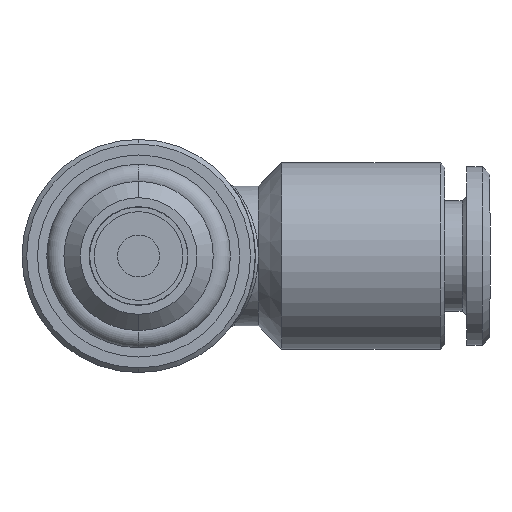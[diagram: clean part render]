
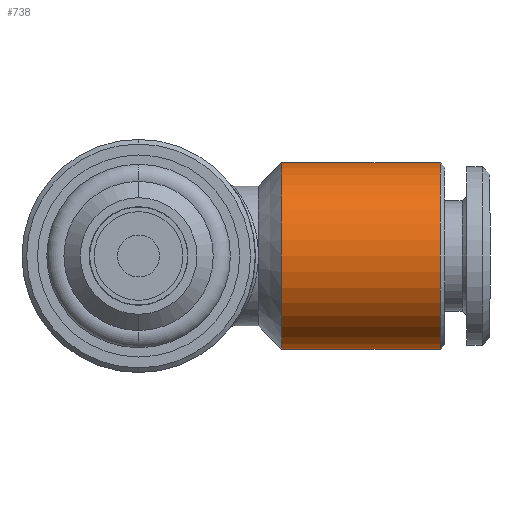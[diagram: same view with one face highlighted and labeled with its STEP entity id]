
A CAD part, front view. The second image highlights one B-rep face of the part: STEP entity #738.
In plain terms, the highlighted cylindrical face has radius 6 mm (diameter 12 mm), a partial arc.
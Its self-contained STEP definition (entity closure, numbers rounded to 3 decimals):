
#13 = VERTEX_POINT ( 'NONE', #998 ) ;
#454 = VERTEX_POINT ( 'NONE', #2301 ) ;
#502 = EDGE_CURVE ( 'NONE', #13, #503, #2420, .T. ) ;
#503 = VERTEX_POINT ( 'NONE', #2459 ) ;
#515 = VERTEX_POINT ( 'NONE', #2451 ) ;
#573 = EDGE_CURVE ( 'NONE', #454, #515, #2783, .T. ) ;
#738 = ADVANCED_FACE ( 'NONE', ( #3354 ), #3351, .T. ) ;
#749 = EDGE_CURVE ( 'NONE', #503, #515, #3343, .T. ) ;
#750 = EDGE_LOOP ( 'NONE', ( #849, #850, #852, #802 ) ) ;
#802 = ORIENTED_EDGE ( 'NONE', *, *, #749, .F. ) ;
#849 = ORIENTED_EDGE ( 'NONE', *, *, #502, .F. ) ;
#850 = ORIENTED_EDGE ( 'NONE', *, *, #851, .T. ) ;
#851 = EDGE_CURVE ( 'NONE', #13, #454, #3422, .T. ) ;
#852 = ORIENTED_EDGE ( 'NONE', *, *, #573, .T. ) ;
#998 = CARTESIAN_POINT ( 'NONE',  ( 19.4, 15.4, -6. ) ) ;
#2301 = CARTESIAN_POINT ( 'NONE',  ( 19.4, 15.4, 6. ) ) ;
#2420 = LINE ( 'NONE', #2462, #2461 ) ;
#2451 = CARTESIAN_POINT ( 'NONE',  ( 9.2, 15.4, 6. ) ) ;
#2459 = CARTESIAN_POINT ( 'NONE',  ( 9.2, 15.4, -6. ) ) ;
#2460 = DIRECTION ( 'NONE',  ( -1., 0., 0. ) ) ;
#2461 = VECTOR ( 'NONE', #2460, 1000. ) ;
#2462 = CARTESIAN_POINT ( 'NONE',  ( -5.577, 15.4, -6. ) ) ;
#2780 = DIRECTION ( 'NONE',  ( -1., 0., 0. ) ) ;
#2781 = VECTOR ( 'NONE', #2780, 1000. ) ;
#2782 = CARTESIAN_POINT ( 'NONE',  ( -5.577, 15.4, 6. ) ) ;
#2783 = LINE ( 'NONE', #2782, #2781 ) ;
#3337 = DIRECTION ( 'NONE',  ( -1., 0., 0. ) ) ;
#3338 = CARTESIAN_POINT ( 'NONE',  ( 9.2, 15.4, 0. ) ) ;
#3339 = AXIS2_PLACEMENT_3D ( 'NONE', #3338, #3337, #3419 ) ;
#3343 = CIRCLE ( 'NONE', #3339, 6. ) ;
#3346 = DIRECTION ( 'NONE',  ( 0., 0., 1. ) ) ;
#3347 = DIRECTION ( 'NONE',  ( -1., 0., 0. ) ) ;
#3348 = AXIS2_PLACEMENT_3D ( 'NONE', #3350, #3347, #3346 ) ;
#3350 = CARTESIAN_POINT ( 'NONE',  ( -5.577, 15.4, 0. ) ) ;
#3351 = CYLINDRICAL_SURFACE ( 'NONE', #3348, 6. ) ;
#3354 = FACE_OUTER_BOUND ( 'NONE', #750, .T. ) ;
#3419 = DIRECTION ( 'NONE',  ( 0., 0., 1. ) ) ;
#3420 = DIRECTION ( 'NONE',  ( -1., 0., 0. ) ) ;
#3421 = AXIS2_PLACEMENT_3D ( 'NONE', #3428, #3420, #3656 ) ;
#3422 = CIRCLE ( 'NONE', #3421, 6. ) ;
#3428 = CARTESIAN_POINT ( 'NONE',  ( 19.4, 15.4, 0. ) ) ;
#3656 = DIRECTION ( 'NONE',  ( 0., 0., 1. ) ) ;
